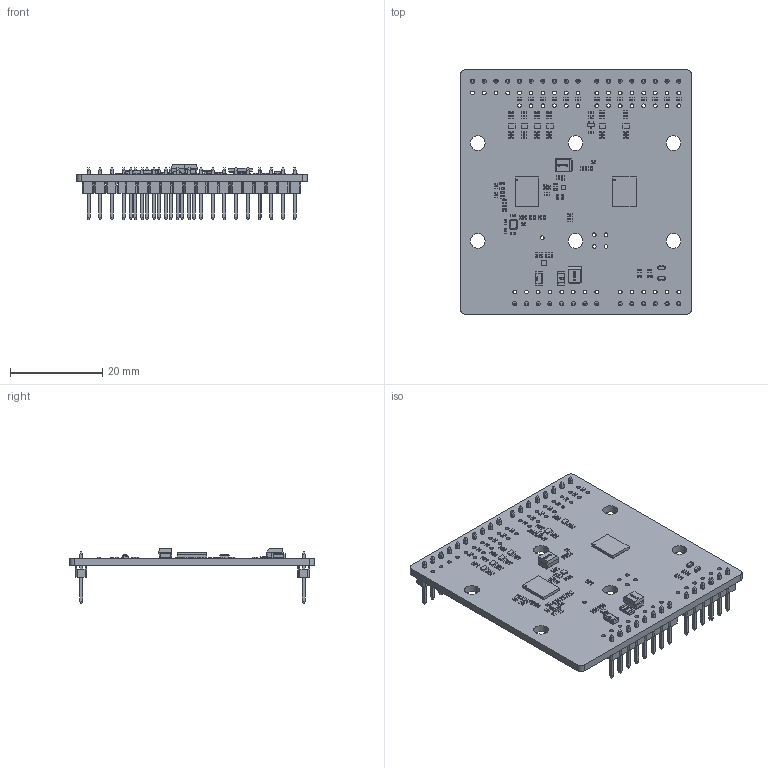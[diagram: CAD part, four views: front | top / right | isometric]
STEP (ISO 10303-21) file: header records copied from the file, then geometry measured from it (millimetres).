
FILE_DESCRIPTION(('Open CASCADE Model'),'2;1');
FILE_NAME('Open CASCADE Shape Model','2023-08-17T14:54:01',('Author'),( 'Open CASCADE'),'Open CASCADE STEP processor 6.8','Open CASCADE 6.8' ,'Unknown');
FILE_SCHEMA(('AUTOMOTIVE_DESIGN { 1 0 10303 214 1 1 1 1 }'));
Length unit declared in the file: millimetre
Products named in the file (130): PCB; Board; Open CASCADE STEP translator 6.8 1.1.1; U10; 6234297568; Extruded; U9; U8; U7; DFN1010H4B-4; Compound; LDF; U6; U5; U4; U3; U2; PG-VF2BGA-40-1; U1; SB16; 5826333168; SB15; SB14; SB13; SB12; SB11; SB10; SB9; SB8; SB7; SB6; SB5; SB4; SB3; SB2; 5826340768; SB1; R6; R5; R4 ...
Assembly tree (220 placements, depth 4):
  PCB
    Board
      Open CASCADE STEP translator 6.8 1.1.1
    U10
      6234297568
        Extruded
    U9
      6234297568
        Extruded
    U8
      6234297568
        Extruded
    U7
      DFN1010H4B-4
        Compound
        LDF
    U6
      6234297568
        Extruded
    U5
      6234297568
        Extruded
    U4
      DFN1010H4B-4
        Compound
        LDF
    U3
      6234297568
        Extruded
    U2
      PG-VF2BGA-40-1
    U1
      PG-VF2BGA-40-1
    SB16
      5826333168
    SB15
      5826333168
    SB14
      5826333168
    SB13
      5826333168
    SB12
      5826333168
    SB11
      5826333168
    SB10
      5826333168
    SB9
      5826333168
    SB8
      5826333168
    SB7
      5826333168
    SB6
      5826333168
    SB5
      5826333168
    SB4
      5826333168
    SB3
Bounding box: 50 x 52.98 x 11.97 mm (x, y, z)
Volume: 4774.3 mm3; surface area: 8179.1 mm2
Topology: 206 solids, 206 shells, 8656 faces, 21200 edges, 12656 vertices
Faces by surface type: plane 4553, cylinder 1741, bspline 1586, sphere 776
Full cylindrical faces by diameter (mm): 0.8 x51, 0.9 x32, 3.2 x6
Entity records: 72470 total; most frequent: CARTESIAN_POINT 18531, ORIENTED_EDGE 8888, DIRECTION 8187, EDGE_CURVE 4444, LINE 3421, VECTOR 3421, VERTEX_POINT 2922, AXIS2_PLACEMENT_3D 2383
